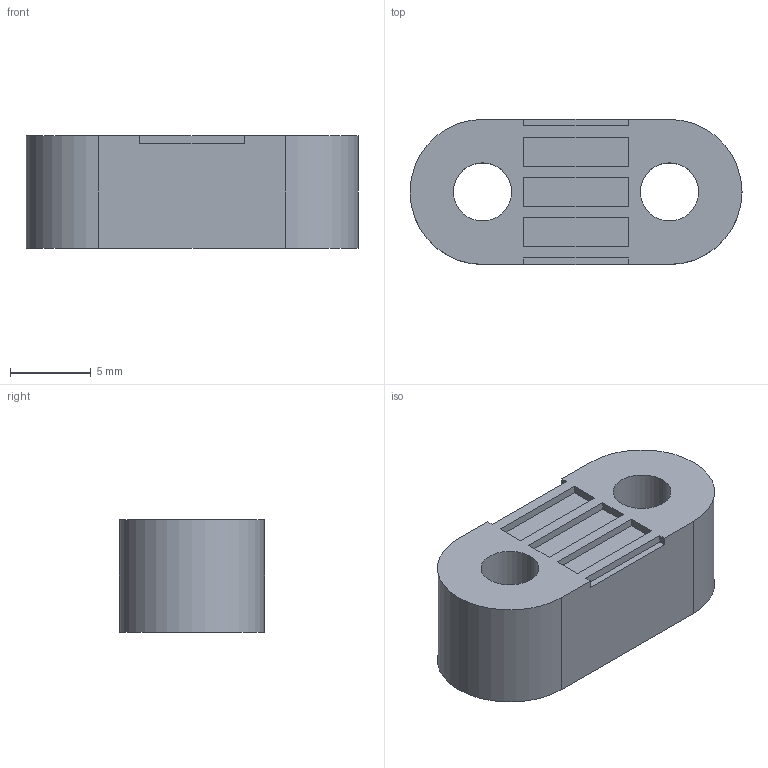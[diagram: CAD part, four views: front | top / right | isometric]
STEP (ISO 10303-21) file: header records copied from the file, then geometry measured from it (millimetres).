
FILE_DESCRIPTION (( 'STEP AP203' ), '1' );
FILE_NAME ('xBeltClampx2.STEP', '2012-07-31T21:14:55', ( '' ), ( '' ), 'SwSTEP 2.0', 'SolidWorks 2012', '' );
FILE_SCHEMA (( 'CONFIG_CONTROL_DESIGN' ));
Length unit declared in the file: millimetre
Products named in the file (1): xBeltClampx2
Bounding box: 20.6 x 9 x 7 mm (x, y, z)
Volume: 1013.5 mm3; surface area: 839.7 mm2
Topology: 1 solids, 1 shells, 34 faces, 87 edges, 58 vertices
Faces by surface type: plane 27, cylinder 7
Entity records: 1110 total; most frequent: CARTESIAN_POINT 180, ORIENTED_EDGE 174, DIRECTION 171, EDGE_CURVE 87, LINE 73, VECTOR 73, VERTEX_POINT 58, AXIS2_PLACEMENT_3D 49
